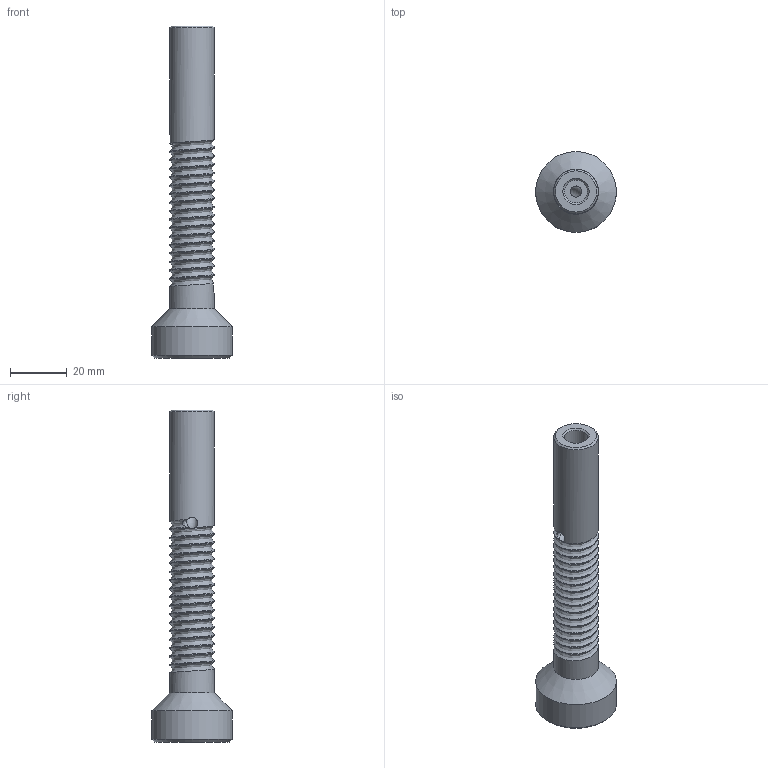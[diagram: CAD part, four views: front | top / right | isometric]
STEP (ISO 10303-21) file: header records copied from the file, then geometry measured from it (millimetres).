
FILE_DESCRIPTION(/* description */ ('STEP AP242','CAx-IF Rec.Pracs.---Representation and Presentation of Product Manufacturing Information (PMI)---4.0---2014-10-13','CAx-IF Rec.Pracs.---3D Tessellated Geometry---0.4---2014-09-14','2;1'),/* implementation_level */ '2;1');
FILE_NAME(/* name */ '68887e8b8569f31676e1d529',/* time_stamp */ '2025-07-29T07:55:57Z',/* author */ (''),/* organization */ (''),/* preprocessor_version */ 'ST-DEVELOPER v20',/* originating_system */ 'ONSHAPE BY PTC INC, 1.201',/* authorisation */ ' ');
FILE_SCHEMA (('AP242_MANAGED_MODEL_BASED_3D_ENGINEERING_MIM_LF { 1 0 10303 442 1 1 4 }'));
Length unit declared in the file: metre
Products named in the file (1): Btm
Bounding box: 28.6 x 28.6 x 117.5 mm (x, y, z)
Volume: 24655.8 mm3; surface area: 9082.8 mm2
Topology: 1 solids, 1 shells, 32 faces, 80 edges, 49 vertices
Faces by surface type: plane 15, cylinder 7, cone 4, bspline 4, torus 2
Full cylindrical faces by diameter (mm): 4 x1, 6 x1, 8.1 x1, 15.8 x2, 28.6 x1
Entity records: 4376 total; most frequent: CARTESIAN_POINT 3722, ORIENTED_EDGE 122, DIRECTION 116, EDGE_CURVE 61, EDGE_LOOP 48, FACE_BOUND 48, AXIS2_PLACEMENT_3D 46, VERTEX_POINT 43
